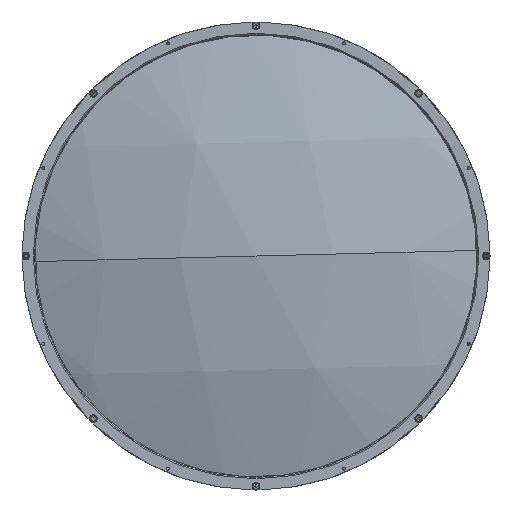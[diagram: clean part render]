
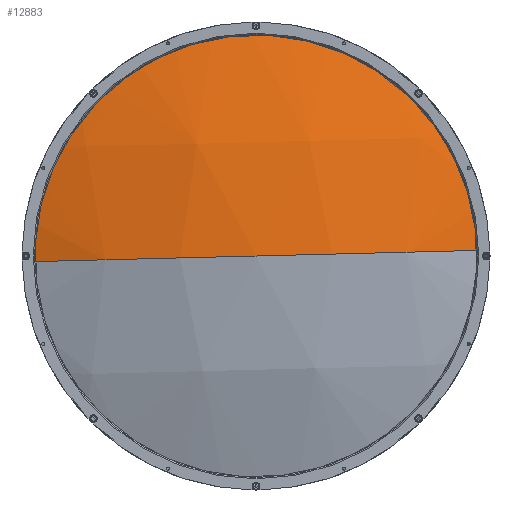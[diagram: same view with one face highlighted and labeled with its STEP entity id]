
A CAD part, left-side view. The second image highlights one B-rep face of the part: STEP entity #12883.
In plain terms, the highlighted spherical face has radius 527.92 mm.
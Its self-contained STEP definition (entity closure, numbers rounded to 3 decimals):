
#1266 = DIRECTION ( 'NONE',  ( 0., -0.025, -1. ) ) ;
#3344 = SPHERICAL_SURFACE ( 'NONE', #15585, 527.92 ) ;
#3697 = VERTEX_POINT ( 'NONE', #9250 ) ;
#4339 = VERTEX_POINT ( 'NONE', #17640 ) ;
#6452 = CARTESIAN_POINT ( 'NONE',  ( 524.92, 0., 0. ) ) ;
#7590 = DIRECTION ( 'NONE',  ( -1., 0., 0. ) ) ;
#8940 = CARTESIAN_POINT ( 'NONE',  ( 524.92, 0., 0. ) ) ;
#9250 = CARTESIAN_POINT ( 'NONE',  ( 28.634, 179.943, -4.542 ) ) ;
#10276 = ORIENTED_EDGE ( 'NONE', *, *, #13784, .T. ) ;
#10698 = DIRECTION ( 'NONE',  ( 0., 0.025, 1. ) ) ;
#10994 = DIRECTION ( 'NONE',  ( 0., -1., 0.025 ) ) ;
#12473 = EDGE_CURVE ( 'NONE', #3697, #4339, #24498, .T. ) ;
#12658 = EDGE_CURVE ( 'NONE', #15274, #4339, #16789, .T. ) ;
#12870 = AXIS2_PLACEMENT_3D ( 'NONE', #19679, #7590, #21652 ) ;
#12883 = ADVANCED_FACE ( 'NONE', ( #24171 ), #3344, .T. ) ;
#13653 = CARTESIAN_POINT ( 'NONE',  ( 524.92, 0., 0. ) ) ;
#13784 = EDGE_CURVE ( 'NONE', #15274, #3697, #25380, .T. ) ;
#13867 = CARTESIAN_POINT ( 'NONE',  ( 28.634, -179.943, 4.542 ) ) ;
#15274 = VERTEX_POINT ( 'NONE', #13867 ) ;
#15585 = AXIS2_PLACEMENT_3D ( 'NONE', #6452, #10698, #24604 ) ;
#15678 = DIRECTION ( 'NONE',  ( 0., 1., -0.025 ) ) ;
#16789 = CIRCLE ( 'NONE', #16858, 527.92 ) ;
#16858 = AXIS2_PLACEMENT_3D ( 'NONE', #13653, #1266, #15678 ) ;
#16861 = EDGE_LOOP ( 'NONE', ( #10276, #26131, #19398 ) ) ;
#17640 = CARTESIAN_POINT ( 'NONE',  ( -3., 0., 0. ) ) ;
#17876 = AXIS2_PLACEMENT_3D ( 'NONE', #8940, #22909, #10994 ) ;
#19398 = ORIENTED_EDGE ( 'NONE', *, *, #12658, .F. ) ;
#19679 = CARTESIAN_POINT ( 'NONE',  ( 28.634, 0., 0. ) ) ;
#21652 = DIRECTION ( 'NONE',  ( 0., 0.025, 1. ) ) ;
#22909 = DIRECTION ( 'NONE',  ( 0., 0.025, 1. ) ) ;
#24171 = FACE_OUTER_BOUND ( 'NONE', #16861, .T. ) ;
#24498 = CIRCLE ( 'NONE', #17876, 527.92 ) ;
#24604 = DIRECTION ( 'NONE',  ( 0., -1., 0.025 ) ) ;
#25380 = CIRCLE ( 'NONE', #12870, 180. ) ;
#26131 = ORIENTED_EDGE ( 'NONE', *, *, #12473, .T. ) ;
